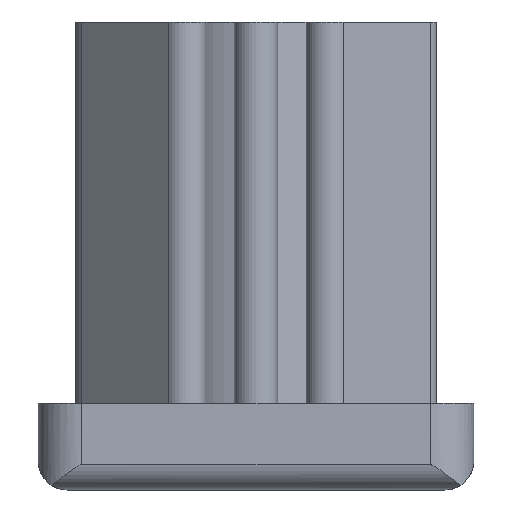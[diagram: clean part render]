
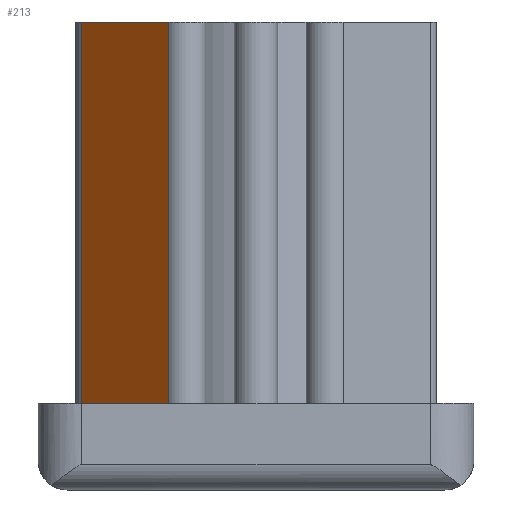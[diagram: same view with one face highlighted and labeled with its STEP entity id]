
A CAD part, left-side view. The second image highlights one B-rep face of the part: STEP entity #213.
In plain terms, the highlighted planar face has unit normal (-0.707, 0.707, 0).
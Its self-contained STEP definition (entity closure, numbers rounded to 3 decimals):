
#213 = ADVANCED_FACE( '', ( #432 ), #433, .F. );
#432 = FACE_OUTER_BOUND( '', #647, .T. );
#433 = PLANE( '', #648 );
#647 = EDGE_LOOP( '', ( #1256, #1257, #1258, #1259 ) );
#648 = AXIS2_PLACEMENT_3D( '', #1260, #1261, #1262 );
#1256 = ORIENTED_EDGE( '', *, *, #1410, .T. );
#1257 = ORIENTED_EDGE( '', *, *, #1489, .T. );
#1258 = ORIENTED_EDGE( '', *, *, #1387, .F. );
#1259 = ORIENTED_EDGE( '', *, *, #1355, .F. );
#1260 = CARTESIAN_POINT( '', ( -8., 16., 43. ) );
#1261 = DIRECTION( '', ( 0.707, -0.707, 0. ) );
#1262 = DIRECTION( '', ( 0.707, 0.707, 0. ) );
#1355 = EDGE_CURVE( '', #1654, #1656, #1657, .T. );
#1387 = EDGE_CURVE( '', #1656, #1708, #1709, .T. );
#1410 = EDGE_CURVE( '', #1654, #1742, #1744, .T. );
#1489 = EDGE_CURVE( '', #1742, #1708, #1855, .T. );
#1654 = VERTEX_POINT( '', #2120 );
#1656 = VERTEX_POINT( '', #2122 );
#1657 = LINE( '', #2123, #2124 );
#1708 = VERTEX_POINT( '', #2205 );
#1709 = LINE( '', #2206, #2207 );
#1742 = VERTEX_POINT( '', #2274 );
#1744 = LINE( '', #2276, #2277 );
#1855 = LINE( '', #2461, #2462 );
#2120 = CARTESIAN_POINT( '', ( -8., 16., 43. ) );
#2122 = CARTESIAN_POINT( '', ( -16., 8., 43. ) );
#2123 = CARTESIAN_POINT( '', ( -8., 16., 43. ) );
#2124 = VECTOR( '', #2653, 1000. );
#2205 = CARTESIAN_POINT( '', ( -16., 8., 8. ) );
#2206 = CARTESIAN_POINT( '', ( -16., 8., 43. ) );
#2207 = VECTOR( '', #2692, 1000. );
#2274 = CARTESIAN_POINT( '', ( -8., 16., 8. ) );
#2276 = CARTESIAN_POINT( '', ( -8., 16., 43. ) );
#2277 = VECTOR( '', #2719, 1000. );
#2461 = CARTESIAN_POINT( '', ( -8., 16., 8. ) );
#2462 = VECTOR( '', #2798, 1000. );
#2653 = DIRECTION( '', ( -0.707, -0.707, 0. ) );
#2692 = DIRECTION( '', ( 0., 0., -1. ) );
#2719 = DIRECTION( '', ( 0., 0., -1. ) );
#2798 = DIRECTION( '', ( -0.707, -0.707, 0. ) );
